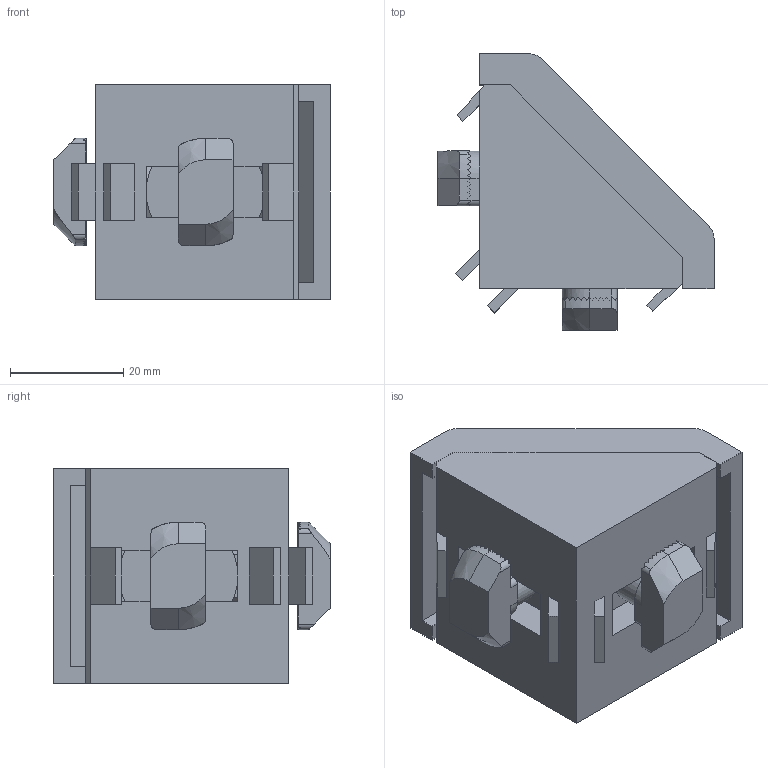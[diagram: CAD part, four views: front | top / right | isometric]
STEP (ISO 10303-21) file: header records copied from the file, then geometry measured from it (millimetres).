
FILE_DESCRIPTION( ( 'STEP AP214' ), '1' );
FILE_NAME( 'K1046.104040.stp', '2020-12-10T09:25:56', ( '' ), ( '' ), ' ', 'PARTsolutions', ' ' );
FILE_SCHEMA( ( 'AUTOMOTIVE_DESIGN { 1 0 10303 214 1 1 1 1 }' ) );
Length unit declared in the file: millimetre
Products named in the file (5): K1046.104040; _K1045_zubehoer1; _K1045_zubehoer7; _K1029.1008030X20; _K1030.08
Assembly tree (6 placements, depth 2):
  K1046.104040
    _K1045_zubehoer1
    _K1045_zubehoer7
    _K1029.1008030X20  x2
    _K1030.08  x2
Bounding box: 48.8 x 48.8 x 38 mm (x, y, z)
Volume: 30311.2 mm3; surface area: 19681.2 mm2
Topology: 6 solids, 6 shells, 251 faces, 665 edges, 430 vertices
Faces by surface type: plane 196, cylinder 31, cone 22, sphere 2
Full cylindrical faces by diameter (mm): 6.647 x2, 8 x2, 21 x2
Entity records: 6581 total; most frequent: CARTESIAN_POINT 977, ORIENTED_EDGE 868, DIRECTION 861, EDGE_CURVE 434, LINE 323, VECTOR 323, VERTEX_POINT 285, AXIS2_PLACEMENT_3D 269
